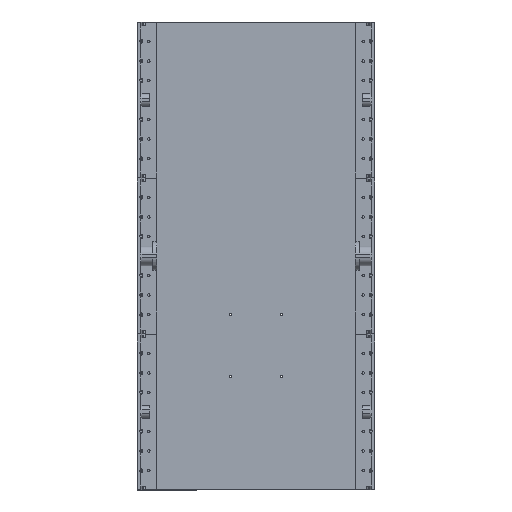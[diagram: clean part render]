
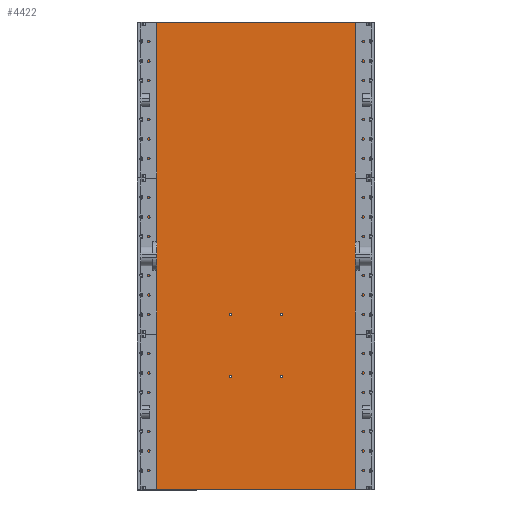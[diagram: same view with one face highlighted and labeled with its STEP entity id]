
A CAD part, top view. The second image highlights one B-rep face of the part: STEP entity #4422.
In plain terms, the highlighted planar face has unit normal (0, 0, 1).
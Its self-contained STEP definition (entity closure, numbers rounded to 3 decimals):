
#268=FACE_BOUND('',#1027,.T.);
#269=FACE_BOUND('',#1028,.T.);
#270=FACE_BOUND('',#1029,.T.);
#271=FACE_BOUND('',#1030,.T.);
#370=CIRCLE('',#4776,1.5);
#372=CIRCLE('',#4779,1.5);
#374=CIRCLE('',#4782,1.5);
#376=CIRCLE('',#4785,1.5);
#779=FACE_OUTER_BOUND('',#1026,.T.);
#1026=EDGE_LOOP('',(#3082,#3083,#3084,#3085));
#1027=EDGE_LOOP('',(#3086));
#1028=EDGE_LOOP('',(#3087));
#1029=EDGE_LOOP('',(#3088));
#1030=EDGE_LOOP('',(#3089));
#1369=LINE('',#6908,#1688);
#1373=LINE('',#6917,#1692);
#1380=LINE('',#6945,#1699);
#1382=LINE('',#6948,#1701);
#1688=VECTOR('',#5383,10.);
#1692=VECTOR('',#5389,10.);
#1699=VECTOR('',#5422,10.);
#1701=VECTOR('',#5426,10.);
#2007=VERTEX_POINT('',#6905);
#2008=VERTEX_POINT('',#6907);
#2011=VERTEX_POINT('',#6914);
#2012=VERTEX_POINT('',#6916);
#2013=VERTEX_POINT('',#6920);
#2015=VERTEX_POINT('',#6926);
#2017=VERTEX_POINT('',#6932);
#2019=VERTEX_POINT('',#6938);
#2424=EDGE_CURVE('',#2007,#2008,#1369,.T.);
#2428=EDGE_CURVE('',#2011,#2012,#1373,.T.);
#2430=EDGE_CURVE('',#2013,#2013,#370,.T.);
#2433=EDGE_CURVE('',#2015,#2015,#372,.T.);
#2436=EDGE_CURVE('',#2017,#2017,#374,.T.);
#2439=EDGE_CURVE('',#2019,#2019,#376,.T.);
#2443=EDGE_CURVE('',#2012,#2007,#1380,.T.);
#2445=EDGE_CURVE('',#2008,#2011,#1382,.T.);
#3082=ORIENTED_EDGE('',*,*,#2445,.F.);
#3083=ORIENTED_EDGE('',*,*,#2424,.F.);
#3084=ORIENTED_EDGE('',*,*,#2443,.F.);
#3085=ORIENTED_EDGE('',*,*,#2428,.F.);
#3086=ORIENTED_EDGE('',*,*,#2430,.T.);
#3087=ORIENTED_EDGE('',*,*,#2433,.T.);
#3088=ORIENTED_EDGE('',*,*,#2436,.T.);
#3089=ORIENTED_EDGE('',*,*,#2439,.T.);
#4310=PLANE('',#4789);
#4422=ADVANCED_FACE('',(#779,#268,#269,#270,#271),#4310,.T.);
#4776=AXIS2_PLACEMENT_3D('',#6921,#5393,#5394);
#4779=AXIS2_PLACEMENT_3D('',#6927,#5400,#5401);
#4782=AXIS2_PLACEMENT_3D('',#6933,#5407,#5408);
#4785=AXIS2_PLACEMENT_3D('',#6939,#5414,#5415);
#4789=AXIS2_PLACEMENT_3D('',#6949,#5427,#5428);
#5383=DIRECTION('',(0.,-1.,0.));
#5389=DIRECTION('',(0.,1.,0.));
#5393=DIRECTION('center_axis',(0.,0.,-1.));
#5394=DIRECTION('ref_axis',(-1.,0.,0.));
#5400=DIRECTION('center_axis',(0.,0.,-1.));
#5401=DIRECTION('ref_axis',(-1.,0.,0.));
#5407=DIRECTION('center_axis',(0.,0.,-1.));
#5408=DIRECTION('ref_axis',(-1.,0.,0.));
#5414=DIRECTION('center_axis',(0.,0.,-1.));
#5415=DIRECTION('ref_axis',(-1.,0.,0.));
#5422=DIRECTION('',(1.,0.,0.));
#5426=DIRECTION('',(-1.,0.,0.));
#5427=DIRECTION('center_axis',(0.,0.,1.));
#5428=DIRECTION('ref_axis',(1.,0.,0.));
#6905=CARTESIAN_POINT('',(302.5,0.,5.));
#6907=CARTESIAN_POINT('',(302.5,-600.,5.));
#6908=CARTESIAN_POINT('',(302.5,0.,5.));
#6914=CARTESIAN_POINT('',(-2.5,-600.,5.));
#6916=CARTESIAN_POINT('',(-2.5,0.,5.));
#6917=CARTESIAN_POINT('',(-2.5,-600.,5.));
#6920=CARTESIAN_POINT('',(118.968,-454.5,5.));
#6921=CARTESIAN_POINT('Origin',(117.468,-454.5,5.));
#6926=CARTESIAN_POINT('',(118.968,-375.,5.));
#6927=CARTESIAN_POINT('Origin',(117.468,-375.,5.));
#6932=CARTESIAN_POINT('',(184.032,-454.5,5.));
#6933=CARTESIAN_POINT('Origin',(182.532,-454.5,5.));
#6938=CARTESIAN_POINT('',(184.032,-375.,5.));
#6939=CARTESIAN_POINT('Origin',(182.532,-375.,5.));
#6945=CARTESIAN_POINT('',(300.,0.,5.));
#6948=CARTESIAN_POINT('',(0.,-600.,5.));
#6949=CARTESIAN_POINT('Origin',(150.,-300.,5.));
